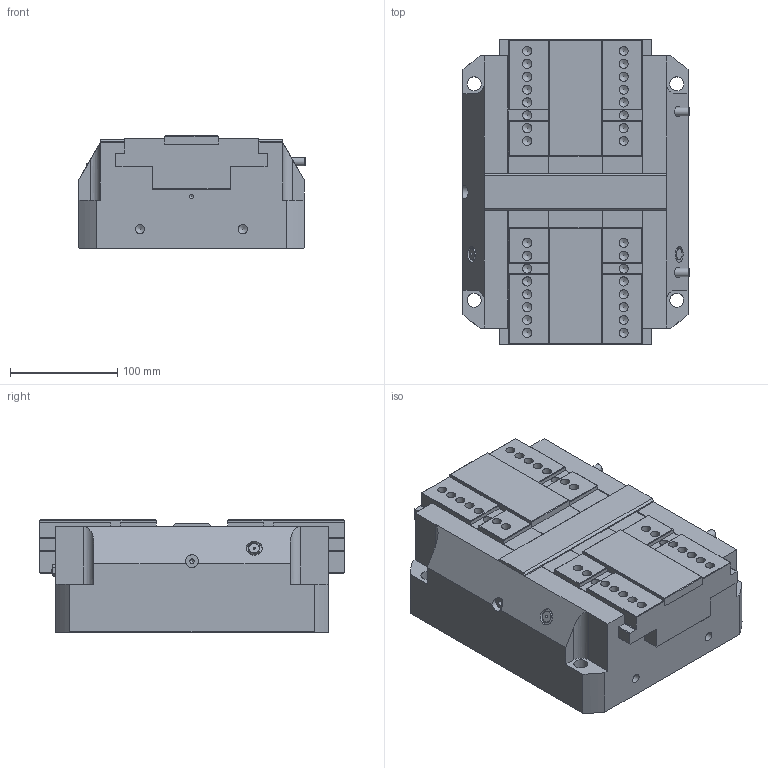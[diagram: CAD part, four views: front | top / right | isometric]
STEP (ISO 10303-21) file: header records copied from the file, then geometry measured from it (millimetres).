
FILE_DESCRIPTION((''),'2;1');
FILE_NAME('TEMP.stp','2019-04-10T15:39:37',(''),(''),'STEP Write','Mastercam 2019 ... CNC Software, Inc.','');
FILE_SCHEMA(('CONFIG_CONTROL_DESIGN'));
Length unit declared in the file: millimetre
Bounding box: 211 x 284 x 105.3 mm (x, y, z)
Volume: 4992428.6 mm3; surface area: 268368.3 mm2
Topology: 1 solids, 1 shells, 399 faces, 1113 edges, 679 vertices
Faces by surface type: plane 233, cylinder 91, cone 72, sphere 3
Full cylindrical faces by diameter (mm): 4.2 x6, 5 x2, 8 x2, 8.5 x32, 8.566 x2, 9 x3, 10 x6, 12 x2, 13 x4, 15 x2
Entity records: 11959 total; most frequent: CARTESIAN_POINT 2438, DIRECTION 1891, ORIENTED_EDGE 1882, EDGE_CURVE 941, VECTOR 675, LINE 675, VERTEX_POINT 622, AXIS2_PLACEMENT_3D 608
